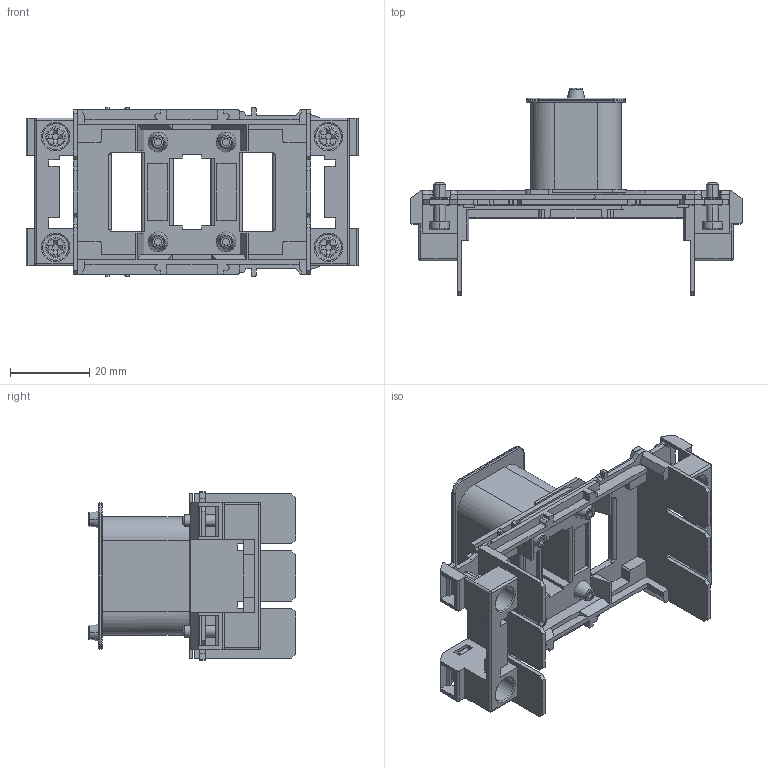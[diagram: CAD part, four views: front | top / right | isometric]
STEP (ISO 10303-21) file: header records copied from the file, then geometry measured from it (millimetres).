
FILE_DESCRIPTION (( 'STEP AP214' ), '1' );
FILE_NAME ('B3RT1924-5AB01.STEP', '2019-09-13T18:50:54', ( '' ), ( '' ), 'SwSTEP 2.0', 'SolidWorks 2017', '' );
FILE_SCHEMA (( 'AUTOMOTIVE_DESIGN' ));
Length unit declared in the file: millimetre
Products named in the file (1): B3RT1924-5AB01
Bounding box: 84 x 52.4 x 42.6 mm (x, y, z)
Volume: 23009.3 mm3; surface area: 22152.5 mm2
Topology: 1 solids, 1 shells, 787 faces, 2190 edges, 1418 vertices
Faces by surface type: plane 589, cylinder 114, torus 48, cone 32, sphere 4
Entity records: 24978 total; most frequent: CARTESIAN_POINT 4412, ORIENTED_EDGE 4372, DIRECTION 4130, EDGE_CURVE 2186, VECTOR 1810, LINE 1810, VERTEX_POINT 1418, AXIS2_PLACEMENT_3D 1160
